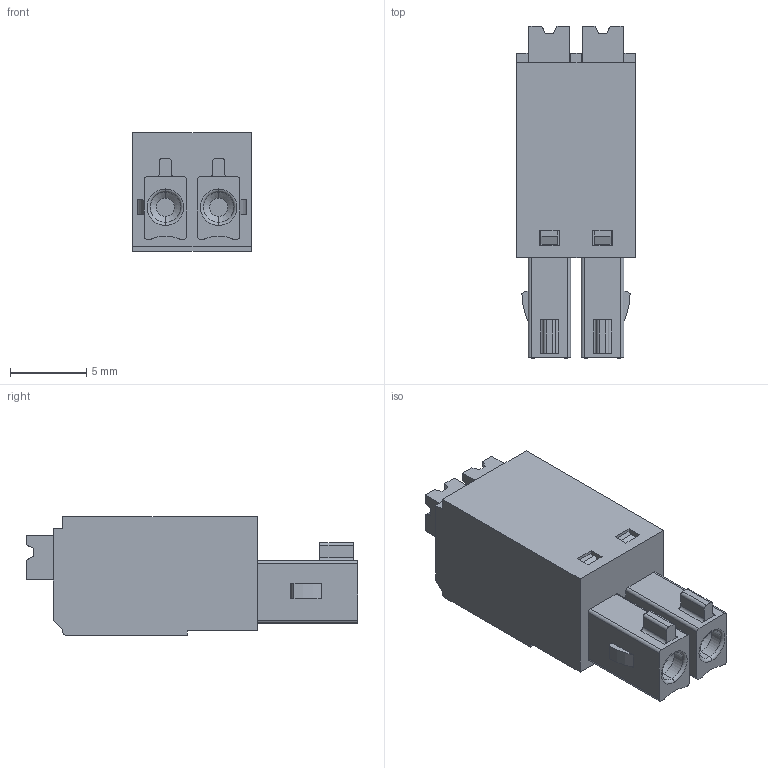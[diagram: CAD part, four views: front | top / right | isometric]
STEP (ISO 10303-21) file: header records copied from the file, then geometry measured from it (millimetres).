
FILE_DESCRIPTION (( 'STEP AP214' ), '1' );
FILE_NAME ('15EDGKN-3.5-02P-14-00AH.STEP', '2021-01-29T23:39:13', ( '' ), ( '' ), 'SwSTEP 2.0', 'SolidWorks 2020', '' );
FILE_SCHEMA (( 'AUTOMOTIVE_DESIGN' ));
Length unit declared in the file: millimetre
Products named in the file (1): 15EDGKN-3.5-02P-14-00AH
Bounding box: 7.8 x 21.8 x 7.8 mm (x, y, z)
Volume: 801.7 mm3; surface area: 1193.2 mm2
Topology: 1 solids, 3 shells, 524 faces, 1394 edges, 916 vertices
Faces by surface type: plane 339, bspline 120, cylinder 49, cone 10, torus 6
Entity records: 25900 total; most frequent: CARTESIAN_POINT 10037, ORIENTED_EDGE 2788, DIRECTION 2054, EDGE_CURVE 1394, VECTOR 1004, LINE 1004, VERTEX_POINT 916, EDGE_LOOP 564
